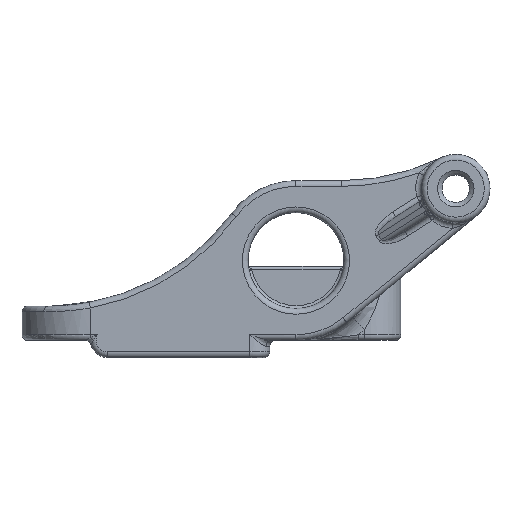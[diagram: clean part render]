
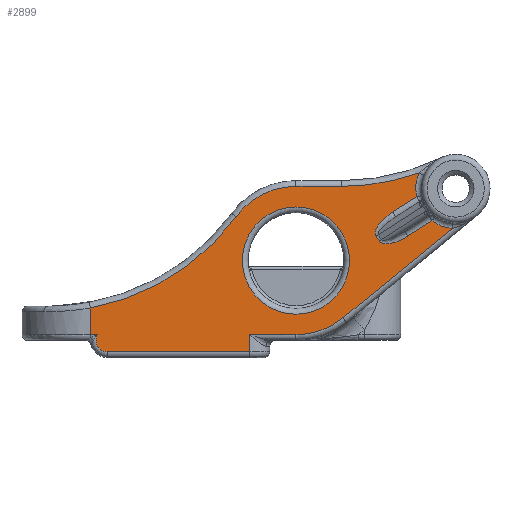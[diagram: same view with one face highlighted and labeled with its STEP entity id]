
A CAD part, front view. The second image highlights one B-rep face of the part: STEP entity #2899.
In plain terms, the highlighted planar face has unit normal (0, -1, 0).
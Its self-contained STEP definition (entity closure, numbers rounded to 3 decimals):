
#29=ELLIPSE('',#3169,2.345,1.);
#33=ELLIPSE('',#3178,2.345,1.);
#146=FACE_BOUND('',#601,.T.);
#254=PLANE('',#3202);
#393=FACE_OUTER_BOUND('',#600,.T.);
#600=EDGE_LOOP('',(#2212,#2213,#2214,#2215,#2216,#2217,#2218,#2219,#2220,
#2221,#2222,#2223,#2224,#2225,#2226,#2227,#2228,#2229,#2230));
#601=EDGE_LOOP('',(#2231));
#804=LINE('',#5188,#923);
#807=LINE('',#5192,#926);
#809=LINE('',#5197,#928);
#810=LINE('',#5257,#929);
#812=LINE('',#5265,#931);
#813=LINE('',#5271,#932);
#814=LINE('',#5273,#933);
#815=LINE('',#5277,#934);
#816=LINE('',#5279,#935);
#817=LINE('',#5281,#936);
#923=VECTOR('',#3780,10.);
#926=VECTOR('',#3785,10.);
#928=VECTOR('',#3791,10.);
#929=VECTOR('',#3810,10.);
#931=VECTOR('',#3818,10.);
#932=VECTOR('',#3823,10.);
#933=VECTOR('',#3824,10.);
#934=VECTOR('',#3827,10.);
#935=VECTOR('',#3828,10.);
#936=VECTOR('',#3829,10.);
#1051=CIRCLE('',#3167,3.5);
#1064=CIRCLE('',#3194,3.5);
#1069=CIRCLE('',#3203,20.5);
#1070=CIRCLE('',#3204,6.5);
#1071=CIRCLE('',#3205,20.5);
#1072=CIRCLE('',#3206,1.);
#1073=CIRCLE('',#3207,6.5);
#1074=CIRCLE('',#3208,4.7);
#1313=VERTEX_POINT('',#4910);
#1314=VERTEX_POINT('',#4912);
#1315=VERTEX_POINT('',#4985);
#1316=VERTEX_POINT('',#4986);
#1323=VERTEX_POINT('',#5097);
#1324=VERTEX_POINT('',#5098);
#1332=VERTEX_POINT('',#5186);
#1334=VERTEX_POINT('',#5199);
#1335=VERTEX_POINT('',#5256);
#1337=VERTEX_POINT('',#5262);
#1338=VERTEX_POINT('',#5264);
#1339=VERTEX_POINT('',#5266);
#1340=VERTEX_POINT('',#5268);
#1341=VERTEX_POINT('',#5270);
#1342=VERTEX_POINT('',#5272);
#1343=VERTEX_POINT('',#5274);
#1344=VERTEX_POINT('',#5276);
#1345=VERTEX_POINT('',#5278);
#1346=VERTEX_POINT('',#5280);
#1347=VERTEX_POINT('',#5283);
#1613=EDGE_CURVE('',#1313,#1314,#1051,.T.);
#1616=EDGE_CURVE('',#1315,#1316,#29,.T.);
#1628=EDGE_CURVE('',#1323,#1324,#33,.T.);
#1641=EDGE_CURVE('',#1332,#1323,#804,.T.);
#1644=EDGE_CURVE('',#1324,#1315,#807,.T.);
#1647=EDGE_CURVE('',#1316,#1313,#809,.T.);
#1649=EDGE_CURVE('',#1334,#1332,#1064,.T.);
#1654=EDGE_CURVE('',#1314,#1335,#810,.T.);
#1657=EDGE_CURVE('',#1337,#1334,#1069,.T.);
#1658=EDGE_CURVE('',#1338,#1337,#812,.T.);
#1659=EDGE_CURVE('',#1339,#1338,#1070,.T.);
#1660=EDGE_CURVE('',#1340,#1339,#1071,.T.);
#1661=EDGE_CURVE('',#1341,#1340,#813,.T.);
#1662=EDGE_CURVE('',#1342,#1341,#814,.T.);
#1663=EDGE_CURVE('',#1342,#1343,#1072,.T.);
#1664=EDGE_CURVE('',#1344,#1343,#815,.T.);
#1665=EDGE_CURVE('',#1345,#1344,#816,.T.);
#1666=EDGE_CURVE('',#1346,#1345,#817,.T.);
#1667=EDGE_CURVE('',#1335,#1346,#1073,.T.);
#1668=EDGE_CURVE('',#1347,#1347,#1074,.T.);
#2212=ORIENTED_EDGE('',*,*,#1613,.F.);
#2213=ORIENTED_EDGE('',*,*,#1647,.F.);
#2214=ORIENTED_EDGE('',*,*,#1616,.F.);
#2215=ORIENTED_EDGE('',*,*,#1644,.F.);
#2216=ORIENTED_EDGE('',*,*,#1628,.F.);
#2217=ORIENTED_EDGE('',*,*,#1641,.F.);
#2218=ORIENTED_EDGE('',*,*,#1649,.F.);
#2219=ORIENTED_EDGE('',*,*,#1657,.F.);
#2220=ORIENTED_EDGE('',*,*,#1658,.F.);
#2221=ORIENTED_EDGE('',*,*,#1659,.F.);
#2222=ORIENTED_EDGE('',*,*,#1660,.F.);
#2223=ORIENTED_EDGE('',*,*,#1661,.F.);
#2224=ORIENTED_EDGE('',*,*,#1662,.F.);
#2225=ORIENTED_EDGE('',*,*,#1663,.T.);
#2226=ORIENTED_EDGE('',*,*,#1664,.F.);
#2227=ORIENTED_EDGE('',*,*,#1665,.F.);
#2228=ORIENTED_EDGE('',*,*,#1666,.F.);
#2229=ORIENTED_EDGE('',*,*,#1667,.F.);
#2230=ORIENTED_EDGE('',*,*,#1654,.F.);
#2231=ORIENTED_EDGE('',*,*,#1668,.F.);
#2899=ADVANCED_FACE('',(#393,#146),#254,.T.);
#3167=AXIS2_PLACEMENT_3D('',#4913,#3732,#3733);
#3169=AXIS2_PLACEMENT_3D('',#4987,#3736,#3737);
#3178=AXIS2_PLACEMENT_3D('',#5099,#3756,#3757);
#3194=AXIS2_PLACEMENT_3D('',#5201,#3796,#3797);
#3202=AXIS2_PLACEMENT_3D('',#5261,#3814,#3815);
#3203=AXIS2_PLACEMENT_3D('',#5263,#3816,#3817);
#3204=AXIS2_PLACEMENT_3D('',#5267,#3819,#3820);
#3205=AXIS2_PLACEMENT_3D('',#5269,#3821,#3822);
#3206=AXIS2_PLACEMENT_3D('',#5275,#3825,#3826);
#3207=AXIS2_PLACEMENT_3D('',#5282,#3830,#3831);
#3208=AXIS2_PLACEMENT_3D('',#5284,#3832,#3833);
#3732=DIRECTION('center_axis',(0.,-1.,0.));
#3733=DIRECTION('ref_axis',(-0.265,0.,-0.964));
#3736=DIRECTION('center_axis',(0.,-1.,0.));
#3737=DIRECTION('ref_axis',(-0.843,0.,-0.539));
#3756=DIRECTION('center_axis',(0.,-1.,0.));
#3757=DIRECTION('ref_axis',(-0.843,0.,-0.539));
#3780=DIRECTION('',(-0.843,0.,-0.539));
#3785=DIRECTION('',(0.539,0.,-0.843));
#3791=DIRECTION('',(0.843,0.,0.539));
#3796=DIRECTION('center_axis',(0.,-1.,0.));
#3797=DIRECTION('ref_axis',(-0.983,0.,0.183));
#3810=DIRECTION('',(-0.774,0.,-0.634));
#3814=DIRECTION('center_axis',(0.,-1.,0.));
#3815=DIRECTION('ref_axis',(1.,0.,0.));
#3816=DIRECTION('center_axis',(0.,-1.,0.));
#3817=DIRECTION('ref_axis',(0.224,0.,-0.975));
#3818=DIRECTION('',(1.,0.,0.));
#3819=DIRECTION('center_axis',(0.,1.,0.));
#3820=DIRECTION('ref_axis',(-0.451,0.,0.892));
#3821=DIRECTION('center_axis',(0.,-1.,0.));
#3822=DIRECTION('ref_axis',(0.533,0.,-0.846));
#3823=DIRECTION('',(0.,0.,1.));
#3824=DIRECTION('',(-1.,0.,0.));
#3825=DIRECTION('center_axis',(0.,-1.,0.));
#3826=DIRECTION('ref_axis',(-1.,0.,0.));
#3827=DIRECTION('',(-1.,0.,0.));
#3828=DIRECTION('',(0.,0.,-1.));
#3829=DIRECTION('',(-1.,0.,0.));
#3830=DIRECTION('center_axis',(0.,1.,0.));
#3831=DIRECTION('ref_axis',(0.337,0.,-0.942));
#3832=DIRECTION('center_axis',(0.,-1.,0.));
#3833=DIRECTION('ref_axis',(1.,0.,0.));
#4910=CARTESIAN_POINT('',(15.919,-25.279,-13.009));
#4912=CARTESIAN_POINT('',(17.69,-25.279,-13.681));
#4913=CARTESIAN_POINT('Origin',(18.,-25.279,-10.195));
#4985=CARTESIAN_POINT('',(11.3,-25.279,-14.774));
#4986=CARTESIAN_POINT('',(13.814,-25.279,-14.354));
#4987=CARTESIAN_POINT('Origin',(13.276,-25.279,-13.511));
#5097=CARTESIAN_POINT('',(12.468,-25.279,-12.247));
#5098=CARTESIAN_POINT('',(11.03,-25.279,-14.353));
#5099=CARTESIAN_POINT('Origin',(13.006,-25.279,-13.09));
#5186=CARTESIAN_POINT('',(14.572,-25.279,-10.902));
#5188=CARTESIAN_POINT('',(8.723,-25.279,-14.641));
#5192=CARTESIAN_POINT('',(9.695,-25.279,-12.263));
#5197=CARTESIAN_POINT('',(7.922,-25.279,-18.12));
#5199=CARTESIAN_POINT('',(14.775,-25.279,-8.834));
#5201=CARTESIAN_POINT('Origin',(18.,-25.279,-10.195));
#5256=CARTESIAN_POINT('',(8.12,-25.279,-21.522));
#5257=CARTESIAN_POINT('',(13.087,-25.279,-17.452));
#5261=CARTESIAN_POINT('Origin',(0.5,-25.279,-15.345));
#5262=CARTESIAN_POINT('',(7.975,-25.279,-9.995));
#5263=CARTESIAN_POINT('Origin',(7.975,-25.279,10.505));
#5264=CARTESIAN_POINT('',(4.,-25.279,-9.995));
#5265=CARTESIAN_POINT('',(2.25,-25.279,-9.995));
#5266=CARTESIAN_POINT('',(-1.236,-25.279,-12.643));
#5267=CARTESIAN_POINT('Origin',(4.,-25.279,-16.495));
#5268=CARTESIAN_POINT('',(-14.,-25.279,-20.649));
#5269=CARTESIAN_POINT('Origin',(-17.749,-25.279,-0.495));
#5270=CARTESIAN_POINT('',(-14.,-25.279,-22.995));
#5271=CARTESIAN_POINT('',(-14.,-25.279,-19.42));
#5272=CARTESIAN_POINT('',(-13.366,-25.279,-22.995));
#5273=CARTESIAN_POINT('',(2.25,-25.279,-22.995));
#5274=CARTESIAN_POINT('',(-12.5,-25.279,-24.495));
#5275=CARTESIAN_POINT('Origin',(-12.5,-25.279,-23.495));
#5276=CARTESIAN_POINT('',(-0.05,-25.279,-24.495));
#5277=CARTESIAN_POINT('',(-2.825,-25.279,-24.495));
#5278=CARTESIAN_POINT('',(-0.05,-25.279,-22.995));
#5279=CARTESIAN_POINT('',(-0.05,-25.279,-19.42));
#5280=CARTESIAN_POINT('',(4.,-25.279,-22.995));
#5281=CARTESIAN_POINT('',(2.25,-25.279,-22.995));
#5282=CARTESIAN_POINT('Origin',(4.,-25.279,-16.495));
#5283=CARTESIAN_POINT('',(8.7,-25.279,-16.495));
#5284=CARTESIAN_POINT('Origin',(4.,-25.279,-16.495));
